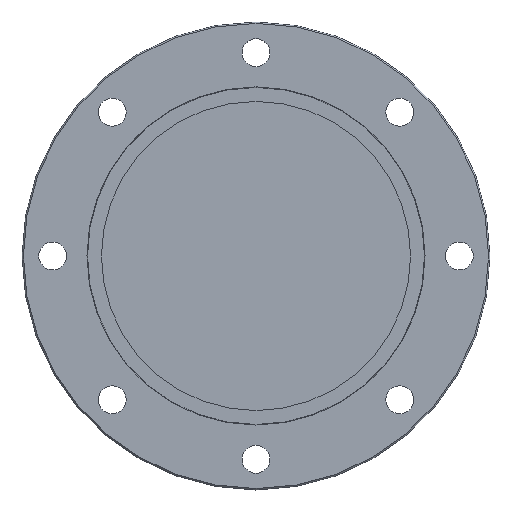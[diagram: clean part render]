
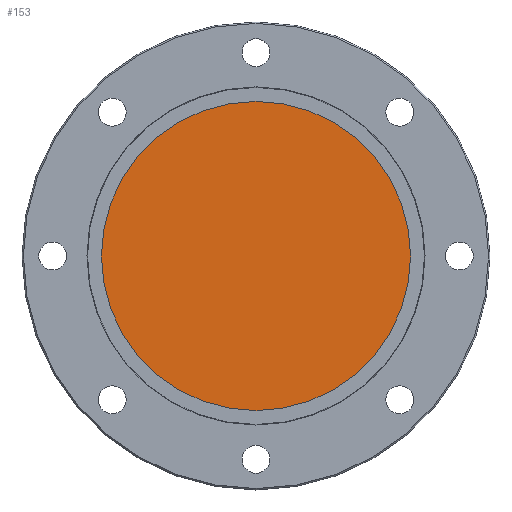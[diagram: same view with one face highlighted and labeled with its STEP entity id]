
A CAD part, top view. The second image highlights one B-rep face of the part: STEP entity #153.
In plain terms, the highlighted planar face has unit normal (0, 0, 1).
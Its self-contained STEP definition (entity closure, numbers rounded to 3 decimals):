
#71 = DIRECTION ( 'NONE',  ( 1., 0., 0. ) ) ;
#75 = PLANE ( 'NONE',  #901 ) ;
#87 = FACE_OUTER_BOUND ( 'NONE', #755, .T. ) ;
#146 = ORIENTED_EDGE ( 'NONE', *, *, #196, .T. ) ;
#153 = ADVANCED_FACE ( 'NONE', ( #87 ), #75, .F. ) ;
#196 = EDGE_CURVE ( 'NONE', #295, #664, #323, .T. ) ;
#218 = CARTESIAN_POINT ( 'NONE',  ( 0., 0., 13.513 ) ) ;
#295 = VERTEX_POINT ( 'NONE', #836 ) ;
#323 = CIRCLE ( 'NONE', #448, 55.5 ) ;
#331 = DIRECTION ( 'NONE',  ( 0., 0., -1. ) ) ;
#339 = EDGE_CURVE ( 'NONE', #664, #295, #350, .T. ) ;
#350 = CIRCLE ( 'NONE', #363, 55.5 ) ;
#363 = AXIS2_PLACEMENT_3D ( 'NONE', #218, #545, #71 ) ;
#396 = CARTESIAN_POINT ( 'NONE',  ( 0., 0., 13.513 ) ) ;
#401 = ORIENTED_EDGE ( 'NONE', *, *, #339, .T. ) ;
#409 = DIRECTION ( 'NONE',  ( 0., 0., 1. ) ) ;
#448 = AXIS2_PLACEMENT_3D ( 'NONE', #396, #409, #638 ) ;
#545 = DIRECTION ( 'NONE',  ( 0., 0., 1. ) ) ;
#586 = CARTESIAN_POINT ( 'NONE',  ( 55.5, 0., 13.513 ) ) ;
#638 = DIRECTION ( 'NONE',  ( 1., 0., 0. ) ) ;
#664 = VERTEX_POINT ( 'NONE', #586 ) ;
#755 = EDGE_LOOP ( 'NONE', ( #401, #146 ) ) ;
#836 = CARTESIAN_POINT ( 'NONE',  ( -55.5, 0., 13.513 ) ) ;
#863 = CARTESIAN_POINT ( 'NONE',  ( 0., 55.5, 13.513 ) ) ;
#875 = DIRECTION ( 'NONE',  ( -1., 0., 0. ) ) ;
#901 = AXIS2_PLACEMENT_3D ( 'NONE', #863, #331, #875 ) ;
